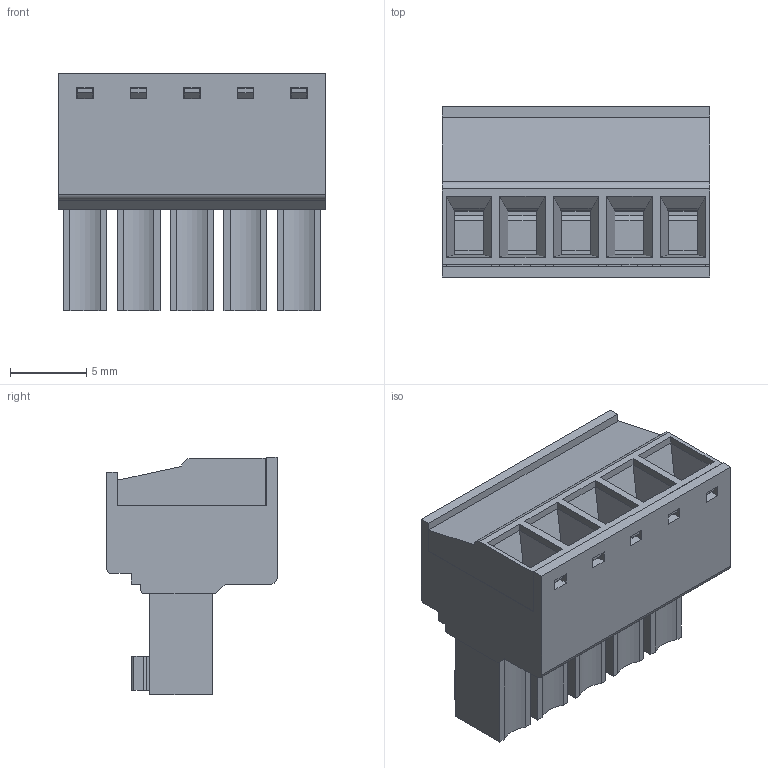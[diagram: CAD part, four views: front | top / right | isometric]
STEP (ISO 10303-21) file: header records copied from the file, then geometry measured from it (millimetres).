
FILE_DESCRIPTION (( 'STEP AP214' ), '1' );
FILE_NAME ('15EDGK-3.5-05P-14-00AH.STEP', '2017-04-27T22:46:48', ( 'SIG' ), ( '' ), 'SwSTEP 2.0', 'SolidWorks 2014', '' );
FILE_SCHEMA (( 'AUTOMOTIVE_DESIGN' ));
Length unit declared in the file: millimetre
Products named in the file (23): 15EDGK-3.5_spring; 15EDGK-3.5_top-cap; 15EDGK-3.5; 15EDGK-3.5_klamper; 15EDGK-3.5_screw; 15EDGK-3.5-05P-14-00AH
Assembly tree (17 placements, depth 2):
  15EDGK-3.5_spring
  15EDGK-3.5_top-cap
  15EDGK-3.5
  15EDGK-3.5_klamper
  15EDGK-3.5_screw
Bounding box: 17.5 x 11.15 x 15.56 mm (x, y, z)
Volume: 1216.3 mm3; surface area: 4372.8 mm2
Topology: 17 solids, 17 shells, 886 faces, 2461 edges, 1624 vertices
Faces by surface type: plane 667, cylinder 154, bspline 30, cone 20, torus 15
Entity records: 21564 total; most frequent: CARTESIAN_POINT 4421, ORIENTED_EDGE 3418, DIRECTION 2999, EDGE_CURVE 1709, VECTOR 1415, LINE 1415, VERTEX_POINT 1128, AXIS2_PLACEMENT_3D 792
